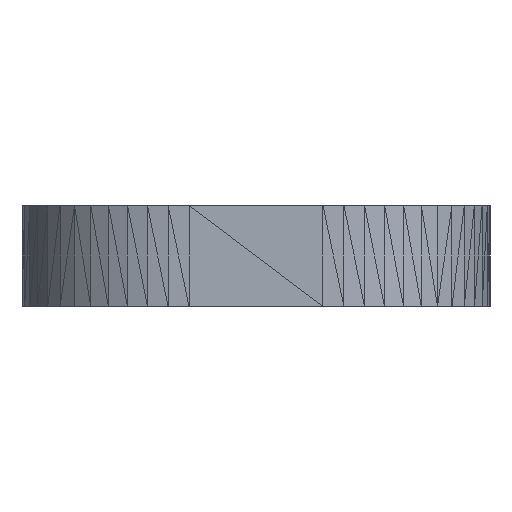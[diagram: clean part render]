
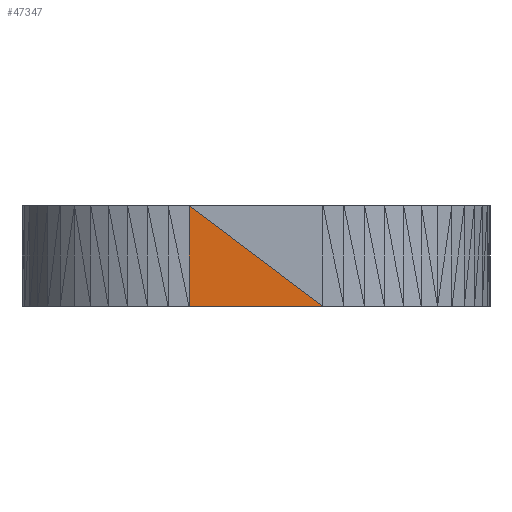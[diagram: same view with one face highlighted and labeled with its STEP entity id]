
A CAD part, left-side view. The second image highlights one B-rep face of the part: STEP entity #47347.
In plain terms, the highlighted planar face has unit normal (-1, 0, 0).
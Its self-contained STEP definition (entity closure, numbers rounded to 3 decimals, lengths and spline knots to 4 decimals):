
#47152 = VERTEX_POINT('',#47153);
#47153 = CARTESIAN_POINT('',(-44.5,2.,3.));
#47188 = PLANE('',#47189);
#47189 = AXIS2_PLACEMENT_3D('',#47190,#47191,#47192);
#47190 = CARTESIAN_POINT('',(-44.5,-0.5,2.));
#47191 = DIRECTION('',(-1.,-0.,-0.));
#47192 = DIRECTION('',(0.,0.,-1.));
#47204 = VERTEX_POINT('',#47205);
#47205 = CARTESIAN_POINT('',(-44.5,2.,0.));
#47226 = PLANE('',#47227);
#47227 = AXIS2_PLACEMENT_3D('',#47228,#47229,#47230);
#47228 = CARTESIAN_POINT('',(-44.4891,2.1729,
    1.6407));
#47229 = DIRECTION('',(-0.998,0.063,
    0.));
#47230 = DIRECTION('',(-0.063,-0.998,0.));
#47296 = EDGE_CURVE('',#47152,#47204,#47297,.T.);
#47297 = SURFACE_CURVE('',#47298,(#47302,#47309),.PCURVE_S1.);
#47298 = LINE('',#47299,#47300);
#47299 = CARTESIAN_POINT('',(-44.5,2.,3.));
#47300 = VECTOR('',#47301,1.);
#47301 = DIRECTION('',(0.,0.,-1.));
#47302 = PCURVE('',#47226,#47303);
#47303 = DEFINITIONAL_REPRESENTATION('',(#47304),#47308);
#47304 = LINE('',#47305,#47306);
#47305 = CARTESIAN_POINT('',(0.173,1.359));
#47306 = VECTOR('',#47307,1.);
#47307 = DIRECTION('',(0.,-1.));
#47308 = ( GEOMETRIC_REPRESENTATION_CONTEXT(2) 
PARAMETRIC_REPRESENTATION_CONTEXT() REPRESENTATION_CONTEXT('2D SPACE',''
  ) );
#47309 = PCURVE('',#47310,#47315);
#47310 = PLANE('',#47311);
#47311 = AXIS2_PLACEMENT_3D('',#47312,#47313,#47314);
#47312 = CARTESIAN_POINT('',(-44.5,0.5,1.));
#47313 = DIRECTION('',(-1.,-0.,-0.));
#47314 = DIRECTION('',(0.,0.,-1.));
#47315 = DEFINITIONAL_REPRESENTATION('',(#47316),#47320);
#47316 = LINE('',#47317,#47318);
#47317 = CARTESIAN_POINT('',(-2.,-1.5));
#47318 = VECTOR('',#47319,1.);
#47319 = DIRECTION('',(1.,0.));
#47320 = ( GEOMETRIC_REPRESENTATION_CONTEXT(2) 
PARAMETRIC_REPRESENTATION_CONTEXT() REPRESENTATION_CONTEXT('2D SPACE',''
  ) );
#47347 = ADVANCED_FACE('',(#47348),#47310,.T.);
#47348 = FACE_BOUND('',#47349,.T.);
#47349 = EDGE_LOOP('',(#47350,#47373,#47374));
#47350 = ORIENTED_EDGE('',*,*,#47351,.T.);
#47351 = EDGE_CURVE('',#47352,#47152,#47354,.T.);
#47352 = VERTEX_POINT('',#47353);
#47353 = CARTESIAN_POINT('',(-44.5,-2.,0.));
#47354 = SURFACE_CURVE('',#47355,(#47359,#47366),.PCURVE_S1.);
#47355 = LINE('',#47356,#47357);
#47356 = CARTESIAN_POINT('',(-44.5,-2.,0.));
#47357 = VECTOR('',#47358,1.);
#47358 = DIRECTION('',(0.,0.8,0.6));
#47359 = PCURVE('',#47310,#47360);
#47360 = DEFINITIONAL_REPRESENTATION('',(#47361),#47365);
#47361 = LINE('',#47362,#47363);
#47362 = CARTESIAN_POINT('',(1.,2.5));
#47363 = VECTOR('',#47364,1.);
#47364 = DIRECTION('',(-0.6,-0.8));
#47365 = ( GEOMETRIC_REPRESENTATION_CONTEXT(2) 
PARAMETRIC_REPRESENTATION_CONTEXT() REPRESENTATION_CONTEXT('2D SPACE',''
  ) );
#47366 = PCURVE('',#47188,#47367);
#47367 = DEFINITIONAL_REPRESENTATION('',(#47368),#47372);
#47368 = LINE('',#47369,#47370);
#47369 = CARTESIAN_POINT('',(2.,1.5));
#47370 = VECTOR('',#47371,1.);
#47371 = DIRECTION('',(-0.6,-0.8));
#47372 = ( GEOMETRIC_REPRESENTATION_CONTEXT(2) 
PARAMETRIC_REPRESENTATION_CONTEXT() REPRESENTATION_CONTEXT('2D SPACE',''
  ) );
#47373 = ORIENTED_EDGE('',*,*,#47296,.T.);
#47374 = ORIENTED_EDGE('',*,*,#47375,.T.);
#47375 = EDGE_CURVE('',#47204,#47352,#47376,.T.);
#47376 = SURFACE_CURVE('',#47377,(#47381,#47388),.PCURVE_S1.);
#47377 = LINE('',#47378,#47379);
#47378 = CARTESIAN_POINT('',(-44.5,2.,0.));
#47379 = VECTOR('',#47380,1.);
#47380 = DIRECTION('',(0.,-1.,0.));
#47381 = PCURVE('',#47310,#47382);
#47382 = DEFINITIONAL_REPRESENTATION('',(#47383),#47387);
#47383 = LINE('',#47384,#47385);
#47384 = CARTESIAN_POINT('',(1.,-1.5));
#47385 = VECTOR('',#47386,1.);
#47386 = DIRECTION('',(0.,1.));
#47387 = ( GEOMETRIC_REPRESENTATION_CONTEXT(2) 
PARAMETRIC_REPRESENTATION_CONTEXT() REPRESENTATION_CONTEXT('2D SPACE',''
  ) );
#47388 = PCURVE('',#47389,#47394);
#47389 = PLANE('',#47390);
#47390 = AXIS2_PLACEMENT_3D('',#47391,#47392,#47393);
#47391 = CARTESIAN_POINT('',(-43.118,0.,0.));
#47392 = DIRECTION('',(-0.,-0.,-1.));
#47393 = DIRECTION('',(-1.,0.,0.));
#47394 = DEFINITIONAL_REPRESENTATION('',(#47395),#47399);
#47395 = LINE('',#47396,#47397);
#47396 = CARTESIAN_POINT('',(1.382,2.));
#47397 = VECTOR('',#47398,1.);
#47398 = DIRECTION('',(0.,-1.));
#47399 = ( GEOMETRIC_REPRESENTATION_CONTEXT(2) 
PARAMETRIC_REPRESENTATION_CONTEXT() REPRESENTATION_CONTEXT('2D SPACE',''
  ) );
